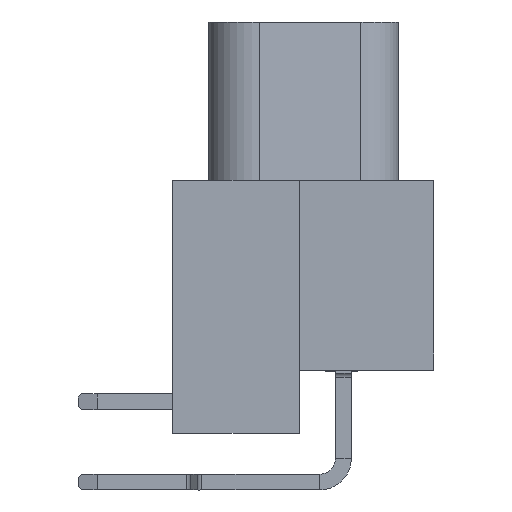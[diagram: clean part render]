
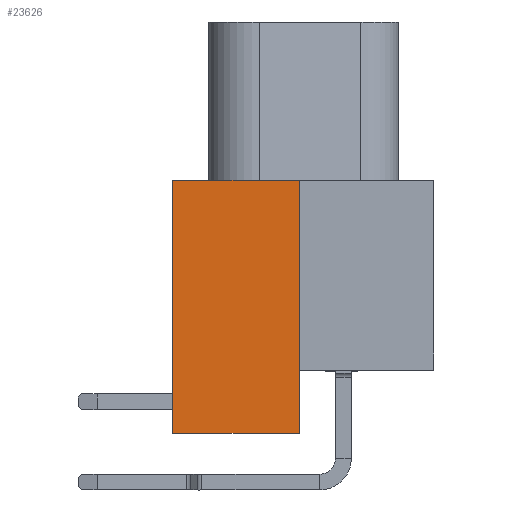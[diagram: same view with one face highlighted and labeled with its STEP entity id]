
A CAD part, left-side view. The second image highlights one B-rep face of the part: STEP entity #23626.
In plain terms, the highlighted planar face has unit normal (-1, 0, 0).
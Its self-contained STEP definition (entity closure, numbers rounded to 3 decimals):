
#21358=CARTESIAN_POINT('',(-25.85,4.125,-8.));
#21359=VERTEX_POINT('',#21358);
#21360=CARTESIAN_POINT('',(-25.85,4.125,0.));
#21361=VERTEX_POINT('',#21360);
#21362=CARTESIAN_POINT('',(-25.85,4.125,-8.));
#21363=DIRECTION('',(0.,0.,1.));
#21364=VECTOR('',#21363,8.);
#21365=LINE('',#21362,#21364);
#21366=EDGE_CURVE('',#21359,#21361,#21365,.T.);
#21563=CARTESIAN_POINT('',(-25.85,0.125,0.));
#21564=VERTEX_POINT('',#21563);
#21565=CARTESIAN_POINT('',(-25.85,0.125,-8.));
#21566=VERTEX_POINT('',#21565);
#21567=CARTESIAN_POINT('',(-25.85,0.125,0.));
#21568=DIRECTION('',(0.,0.,-1.));
#21569=VECTOR('',#21568,8.);
#21570=LINE('',#21567,#21569);
#21571=EDGE_CURVE('',#21564,#21566,#21570,.T.);
#21971=CARTESIAN_POINT('',(-25.85,4.125,0.));
#21972=DIRECTION('',(0.,-1.,0.));
#21973=VECTOR('',#21972,4.);
#21974=LINE('',#21971,#21973);
#21975=EDGE_CURVE('',#21361,#21564,#21974,.T.);
#23594=CARTESIAN_POINT('',(-25.85,0.125,-8.));
#23595=DIRECTION('',(0.,1.,0.));
#23596=VECTOR('',#23595,4.);
#23597=LINE('',#23594,#23596);
#23598=EDGE_CURVE('',#21566,#21359,#23597,.T.);
#23615=CARTESIAN_POINT('',(-25.85,0.,-1.5));
#23616=DIRECTION('',(0.,-1.,0.));
#23617=DIRECTION('',(-1.,0.,0.));
#23618=AXIS2_PLACEMENT_3D('',#23615,#23617,#23616);
#23619=PLANE('',#23618);
#23620=ORIENTED_EDGE('',*,*,#23598,.F.);
#23621=ORIENTED_EDGE('',*,*,#21571,.F.);
#23622=ORIENTED_EDGE('',*,*,#21975,.F.);
#23623=ORIENTED_EDGE('',*,*,#21366,.F.);
#23624=EDGE_LOOP('',(#23620,#23621,#23622,#23623));
#23625=FACE_OUTER_BOUND('',#23624,.T.);
#23626=ADVANCED_FACE('',(#23625),#23619,.T.);
